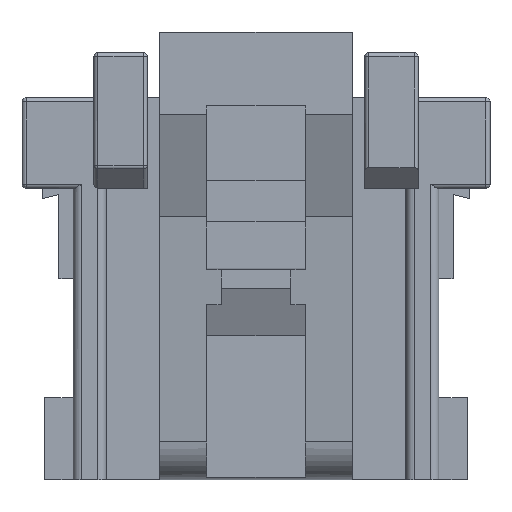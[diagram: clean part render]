
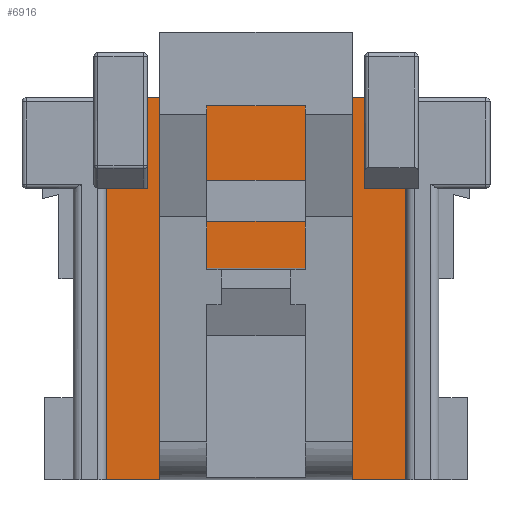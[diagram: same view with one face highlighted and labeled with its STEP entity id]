
A CAD part, top view. The second image highlights one B-rep face of the part: STEP entity #6916.
In plain terms, the highlighted planar face has unit normal (0, 0, 1).
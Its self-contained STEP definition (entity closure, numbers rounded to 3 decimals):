
#222=DIRECTION('',(-1.,0.,0.));
#223=VECTOR('',#222,5.3);
#224=CARTESIAN_POINT('',(2.65,9.3,1.825));
#225=LINE('',#224,#223);
#1586=DIRECTION('',(1.,0.,0.));
#1587=VECTOR('',#1586,1.3);
#1588=CARTESIAN_POINT('',(-3.65,0.,1.825));
#1589=LINE('',#1588,#1587);
#1594=DIRECTION('',(1.,0.,0.));
#1595=VECTOR('',#1594,1.3);
#1596=CARTESIAN_POINT('',(2.35,0.,1.825));
#1597=LINE('',#1596,#1595);
#2078=DIRECTION('',(0.,-1.,0.));
#2079=VECTOR('',#2078,1.3);
#2080=CARTESIAN_POINT('',(-2.35,1.3,1.825));
#2081=LINE('',#2080,#2079);
#2082=DIRECTION('',(0.,-1.,0.));
#2083=VECTOR('',#2082,7.1);
#2084=CARTESIAN_POINT('',(-3.65,7.1,1.825));
#2085=LINE('',#2084,#2083);
#2086=DIRECTION('',(1.,0.,0.));
#2087=VECTOR('',#2086,1.);
#2088=CARTESIAN_POINT('',(-3.65,7.1,1.825));
#2089=LINE('',#2088,#2087);
#2090=DIRECTION('',(0.,-1.,0.));
#2091=VECTOR('',#2090,2.2);
#2092=CARTESIAN_POINT('',(2.65,9.3,1.825));
#2093=LINE('',#2092,#2091);
#2094=DIRECTION('',(1.,0.,0.));
#2095=VECTOR('',#2094,1.);
#2096=CARTESIAN_POINT('',(2.65,7.1,1.825));
#2097=LINE('',#2096,#2095);
#2098=DIRECTION('',(0.,-1.,0.));
#2099=VECTOR('',#2098,7.1);
#2100=CARTESIAN_POINT('',(3.65,7.1,1.825));
#2101=LINE('',#2100,#2099);
#2102=DIRECTION('',(0.,-1.,0.));
#2103=VECTOR('',#2102,1.3);
#2104=CARTESIAN_POINT('',(2.35,1.3,1.825));
#2105=LINE('',#2104,#2103);
#2106=DIRECTION('',(1.,0.,0.));
#2107=VECTOR('',#2106,4.7);
#2108=CARTESIAN_POINT('',(-2.35,1.3,1.825));
#2109=LINE('',#2108,#2107);
#2110=DIRECTION('',(0.,-1.,0.));
#2111=VECTOR('',#2110,1.);
#2112=CARTESIAN_POINT('',(-1.2,7.3,1.825));
#2113=LINE('',#2112,#2111);
#2114=DIRECTION('',(1.,0.,0.));
#2115=VECTOR('',#2114,2.4);
#2116=CARTESIAN_POINT('',(-1.2,6.3,1.825));
#2117=LINE('',#2116,#2115);
#2118=DIRECTION('',(0.,1.,0.));
#2119=VECTOR('',#2118,1.);
#2120=CARTESIAN_POINT('',(1.2,6.3,1.825));
#2121=LINE('',#2120,#2119);
#2122=DIRECTION('',(-1.,0.,0.));
#2123=VECTOR('',#2122,2.4);
#2124=CARTESIAN_POINT('',(1.2,7.3,1.825));
#2125=LINE('',#2124,#2123);
#2488=DIRECTION('',(0.,-1.,0.));
#2489=VECTOR('',#2488,2.2);
#2490=CARTESIAN_POINT('',(-2.65,9.3,1.825));
#2491=LINE('',#2490,#2489);
#2984=CARTESIAN_POINT('',(2.65,9.3,1.825));
#2985=CARTESIAN_POINT('',(-2.65,9.3,1.825));
#2986=VERTEX_POINT('',#2984);
#2987=VERTEX_POINT('',#2985);
#2988=CARTESIAN_POINT('',(-2.65,7.1,1.825));
#2989=VERTEX_POINT('',#2988);
#2990=CARTESIAN_POINT('',(2.65,7.1,1.825));
#2991=VERTEX_POINT('',#2990);
#3024=CARTESIAN_POINT('',(-2.35,1.3,1.825));
#3025=CARTESIAN_POINT('',(-2.35,0.,1.825));
#3026=VERTEX_POINT('',#3024);
#3027=VERTEX_POINT('',#3025);
#3028=CARTESIAN_POINT('',(2.35,1.3,1.825));
#3029=CARTESIAN_POINT('',(2.35,0.,1.825));
#3030=VERTEX_POINT('',#3028);
#3031=VERTEX_POINT('',#3029);
#3145=CARTESIAN_POINT('',(3.65,7.1,1.825));
#3147=VERTEX_POINT('',#3145);
#3149=CARTESIAN_POINT('',(-3.65,7.1,1.825));
#3151=VERTEX_POINT('',#3149);
#3152=CARTESIAN_POINT('',(3.65,0.,1.825));
#3153=VERTEX_POINT('',#3152);
#3154=CARTESIAN_POINT('',(-3.65,0.,1.825));
#3155=VERTEX_POINT('',#3154);
#3640=CARTESIAN_POINT('',(-1.2,7.3,1.825));
#3641=CARTESIAN_POINT('',(-1.2,6.3,1.825));
#3642=VERTEX_POINT('',#3640);
#3643=VERTEX_POINT('',#3641);
#3644=CARTESIAN_POINT('',(1.2,6.3,1.825));
#3645=VERTEX_POINT('',#3644);
#3646=CARTESIAN_POINT('',(1.2,7.3,1.825));
#3647=VERTEX_POINT('',#3646);
#6881=CARTESIAN_POINT('',(-5.7,7.1,1.825));
#6882=DIRECTION('',(0.,0.,1.));
#6883=DIRECTION('',(0.,-1.,0.));
#6884=AXIS2_PLACEMENT_3D('',#6881,#6882,#6883);
#6885=PLANE('',#6884);
#6887=ORIENTED_EDGE('',*,*,#6886,.T.);
#6888=ORIENTED_EDGE('',*,*,#6062,.F.);
#6889=ORIENTED_EDGE('',*,*,#6874,.F.);
#6890=ORIENTED_EDGE('',*,*,#5291,.T.);
#6892=ORIENTED_EDGE('',*,*,#6891,.F.);
#6893=ORIENTED_EDGE('',*,*,#3928,.F.);
#6895=ORIENTED_EDGE('',*,*,#6894,.T.);
#6896=ORIENTED_EDGE('',*,*,#5271,.T.);
#6898=ORIENTED_EDGE('',*,*,#6897,.T.);
#6899=ORIENTED_EDGE('',*,*,#6070,.F.);
#6901=ORIENTED_EDGE('',*,*,#6900,.F.);
#6903=ORIENTED_EDGE('',*,*,#6902,.F.);
#6904=EDGE_LOOP('',(#6887,#6888,#6889,#6890,#6892,#6893,#6895,#6896,#6898,#6899,
#6901,#6903));
#6905=FACE_OUTER_BOUND('',#6904,.F.);
#6907=ORIENTED_EDGE('',*,*,#6906,.T.);
#6909=ORIENTED_EDGE('',*,*,#6908,.T.);
#6911=ORIENTED_EDGE('',*,*,#6910,.T.);
#6913=ORIENTED_EDGE('',*,*,#6912,.T.);
#6914=EDGE_LOOP('',(#6907,#6909,#6911,#6913));
#6915=FACE_BOUND('',#6914,.F.);
#6916=ADVANCED_FACE('',(#6905,#6915),#6885,.T.);
#3928=EDGE_CURVE('',#2986,#2987,#225,.T.);
#5271=EDGE_CURVE('',#2991,#3147,#2097,.T.);
#5291=EDGE_CURVE('',#3151,#2989,#2089,.T.);
#6062=EDGE_CURVE('',#3155,#3027,#1589,.T.);
#6070=EDGE_CURVE('',#3031,#3153,#1597,.T.);
#6874=EDGE_CURVE('',#3151,#3155,#2085,.T.);
#6886=EDGE_CURVE('',#3026,#3027,#2081,.T.);
#6891=EDGE_CURVE('',#2987,#2989,#2491,.T.);
#6894=EDGE_CURVE('',#2986,#2991,#2093,.T.);
#6897=EDGE_CURVE('',#3147,#3153,#2101,.T.);
#6900=EDGE_CURVE('',#3030,#3031,#2105,.T.);
#6902=EDGE_CURVE('',#3026,#3030,#2109,.T.);
#6906=EDGE_CURVE('',#3642,#3643,#2113,.T.);
#6908=EDGE_CURVE('',#3643,#3645,#2117,.T.);
#6910=EDGE_CURVE('',#3645,#3647,#2121,.T.);
#6912=EDGE_CURVE('',#3647,#3642,#2125,.T.);
